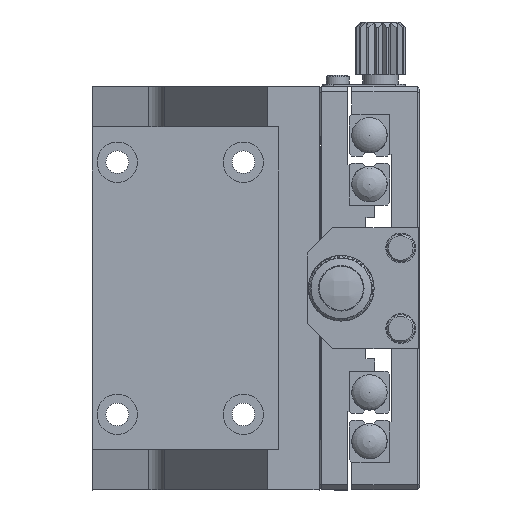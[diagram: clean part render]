
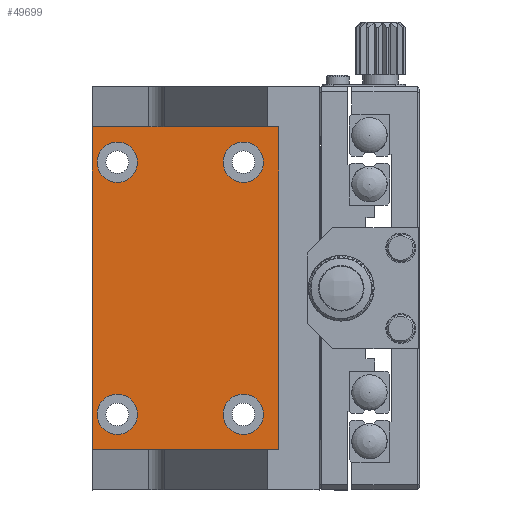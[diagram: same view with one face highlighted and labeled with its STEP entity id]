
A CAD part, left-side view. The second image highlights one B-rep face of the part: STEP entity #49699.
In plain terms, the highlighted planar face has unit normal (-1, 0, 0).
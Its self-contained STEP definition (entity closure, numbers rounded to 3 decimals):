
#1405 = PLANE ( 'NONE',  #3669 ) ;
#1895 = LINE ( 'NONE', #13073, #44033 ) ;
#1903 = CARTESIAN_POINT ( 'NONE',  ( 116.5, 127.7, 32. ) ) ;
#2752 = VERTEX_POINT ( 'NONE', #45723 ) ;
#3278 = ORIENTED_EDGE ( 'NONE', *, *, #35602, .T. ) ;
#3669 = AXIS2_PLACEMENT_3D ( 'NONE', #36129, #22953, #7442 ) ;
#5343 = CARTESIAN_POINT ( 'NONE',  ( 116.5, 59.7, -25. ) ) ;
#5908 = EDGE_CURVE ( 'NONE', #10802, #41657, #1895, .T. ) ;
#6965 = CARTESIAN_POINT ( 'NONE',  ( 116.5, 34.7, 29. ) ) ;
#7175 = ORIENTED_EDGE ( 'NONE', *, *, #13328, .F. ) ;
#7442 = DIRECTION ( 'NONE',  ( 0., 0., 1. ) ) ;
#8646 = CARTESIAN_POINT ( 'NONE',  ( 116.5, 27.7, -32. ) ) ;
#9562 = CIRCLE ( 'NONE', #43556, 4. ) ;
#9761 = FACE_BOUND ( 'NONE', #46217, .T. ) ;
#10164 = DIRECTION ( 'NONE',  ( 1., 0., 0. ) ) ;
#10802 = VERTEX_POINT ( 'NONE', #48863 ) ;
#13073 = CARTESIAN_POINT ( 'NONE',  ( 116.5, 27.7, 0. ) ) ;
#13328 = EDGE_CURVE ( 'NONE', #49579, #10802, #17139, .T. ) ;
#14085 = DIRECTION ( 'NONE',  ( 0., 0., 1. ) ) ;
#14396 = CARTESIAN_POINT ( 'NONE',  ( 116.5, 64.7, 32. ) ) ;
#14872 = VECTOR ( 'NONE', #47500, 1000. ) ;
#15343 = VERTEX_POINT ( 'NONE', #22962 ) ;
#16836 = CARTESIAN_POINT ( 'NONE',  ( 116.5, 127.7, -32. ) ) ;
#17139 = LINE ( 'NONE', #1903, #36172 ) ;
#17286 = DIRECTION ( 'NONE',  ( 0., 0., 1. ) ) ;
#17402 = FACE_OUTER_BOUND ( 'NONE', #28176, .T. ) ;
#18530 = ORIENTED_EDGE ( 'NONE', *, *, #34752, .F. ) ;
#18560 = AXIS2_PLACEMENT_3D ( 'NONE', #24993, #21446, #14085 ) ;
#18636 = DIRECTION ( 'NONE',  ( 0., 0., 1. ) ) ;
#19703 = CARTESIAN_POINT ( 'NONE',  ( 116.5, 59.7, -21. ) ) ;
#20442 = DIRECTION ( 'NONE',  ( 0., -1., 0. ) ) ;
#21446 = DIRECTION ( 'NONE',  ( 1., 0., 0. ) ) ;
#22953 = DIRECTION ( 'NONE',  ( -1., 0., 0. ) ) ;
#22962 = CARTESIAN_POINT ( 'NONE',  ( 116.5, 59.7, 29. ) ) ;
#23613 = EDGE_CURVE ( 'NONE', #31085, #31085, #35937, .T. ) ;
#24993 = CARTESIAN_POINT ( 'NONE',  ( 116.5, 59.7, 25. ) ) ;
#25246 = FACE_BOUND ( 'NONE', #27959, .T. ) ;
#26207 = ORIENTED_EDGE ( 'NONE', *, *, #42218, .T. ) ;
#26218 = AXIS2_PLACEMENT_3D ( 'NONE', #5343, #10164, #17286 ) ;
#27959 = EDGE_LOOP ( 'NONE', ( #26207 ) ) ;
#28176 = EDGE_LOOP ( 'NONE', ( #50040, #7175, #3278, #18530 ) ) ;
#28261 = FACE_BOUND ( 'NONE', #40653, .T. ) ;
#28594 = VECTOR ( 'NONE', #33761, 1000. ) ;
#29713 = LINE ( 'NONE', #41376, #28594 ) ;
#29772 = VERTEX_POINT ( 'NONE', #37389 ) ;
#30763 = VERTEX_POINT ( 'NONE', #6965 ) ;
#31085 = VERTEX_POINT ( 'NONE', #19703 ) ;
#32028 = DIRECTION ( 'NONE',  ( 1., 0., 0. ) ) ;
#32029 = LINE ( 'NONE', #16836, #14872 ) ;
#33048 = AXIS2_PLACEMENT_3D ( 'NONE', #45228, #34560, #18636 ) ;
#33711 = EDGE_LOOP ( 'NONE', ( #44763 ) ) ;
#33761 = DIRECTION ( 'NONE',  ( 0., 0., -1. ) ) ;
#34560 = DIRECTION ( 'NONE',  ( 1., 0., 0. ) ) ;
#34752 = EDGE_CURVE ( 'NONE', #41657, #2752, #32029, .T. ) ;
#35103 = ORIENTED_EDGE ( 'NONE', *, *, #41224, .T. ) ;
#35602 = EDGE_CURVE ( 'NONE', #49579, #2752, #29713, .T. ) ;
#35937 = CIRCLE ( 'NONE', #26218, 4. ) ;
#36129 = CARTESIAN_POINT ( 'NONE',  ( 116.5, 127.7, 32. ) ) ;
#36172 = VECTOR ( 'NONE', #20442, 1000. ) ;
#37389 = CARTESIAN_POINT ( 'NONE',  ( 116.5, 34.7, -21. ) ) ;
#39054 = ORIENTED_EDGE ( 'NONE', *, *, #23613, .T. ) ;
#39868 = CARTESIAN_POINT ( 'NONE',  ( 116.5, 34.7, -25. ) ) ;
#40653 = EDGE_LOOP ( 'NONE', ( #39054 ) ) ;
#41224 = EDGE_CURVE ( 'NONE', #30763, #30763, #46794, .T. ) ;
#41349 = EDGE_CURVE ( 'NONE', #29772, #29772, #9562, .T. ) ;
#41376 = CARTESIAN_POINT ( 'NONE',  ( 116.5, 64.7, 40. ) ) ;
#41657 = VERTEX_POINT ( 'NONE', #8646 ) ;
#42218 = EDGE_CURVE ( 'NONE', #15343, #15343, #42806, .T. ) ;
#42806 = CIRCLE ( 'NONE', #18560, 4. ) ;
#43556 = AXIS2_PLACEMENT_3D ( 'NONE', #39868, #32028, #47499 ) ;
#43730 = FACE_BOUND ( 'NONE', #33711, .T. ) ;
#44033 = VECTOR ( 'NONE', #48034, 1000. ) ;
#44763 = ORIENTED_EDGE ( 'NONE', *, *, #41349, .T. ) ;
#45228 = CARTESIAN_POINT ( 'NONE',  ( 116.5, 34.7, 25. ) ) ;
#45723 = CARTESIAN_POINT ( 'NONE',  ( 116.5, 64.7, -32. ) ) ;
#46217 = EDGE_LOOP ( 'NONE', ( #35103 ) ) ;
#46794 = CIRCLE ( 'NONE', #33048, 4. ) ;
#47499 = DIRECTION ( 'NONE',  ( 0., 0., 1. ) ) ;
#47500 = DIRECTION ( 'NONE',  ( 0., 1., 0. ) ) ;
#48034 = DIRECTION ( 'NONE',  ( 0., 0., -1. ) ) ;
#48863 = CARTESIAN_POINT ( 'NONE',  ( 116.5, 27.7, 32. ) ) ;
#49579 = VERTEX_POINT ( 'NONE', #14396 ) ;
#49699 = ADVANCED_FACE ( 'NONE', ( #17402, #9761, #28261, #25246, #43730 ), #1405, .T. ) ;
#50040 = ORIENTED_EDGE ( 'NONE', *, *, #5908, .F. ) ;
